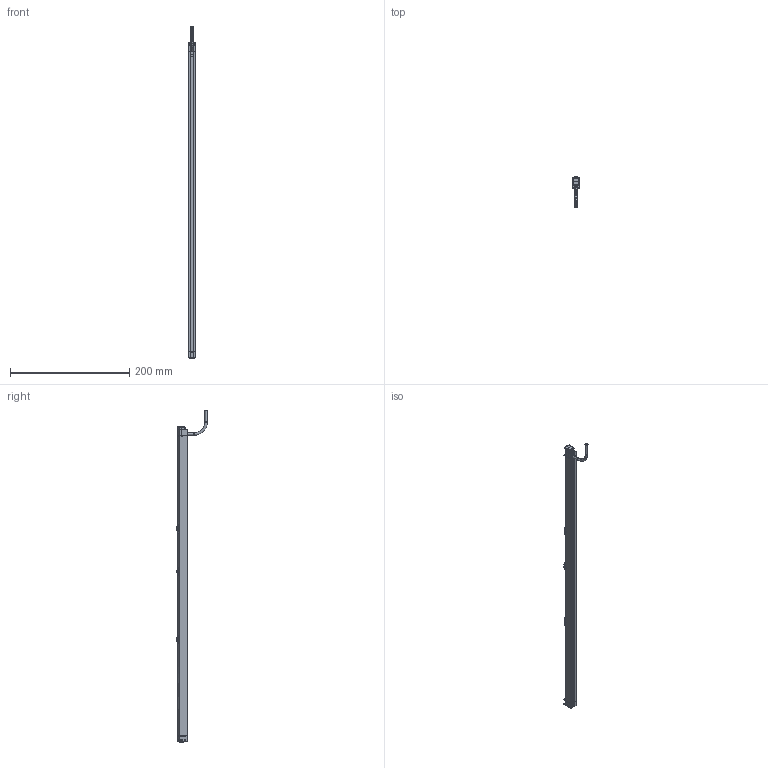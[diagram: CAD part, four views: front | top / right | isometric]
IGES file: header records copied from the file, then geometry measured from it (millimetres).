
Start section:  PTC IGES file: 230417_sm01.igs
Global section: file name: 230417_sm01.igs; native system: Creo Parametric by PTC Inc.; preprocessor: 2019292; author: PDMAdmin; organization: Unknown; date: 20220714.133228; units: millimetre
Bounding box: 12.81 x 51.53 x 557.64 mm (x, y, z)
Volume: 84248.3 mm3; surface area: 158410.9 mm2
Topology: 2 solids, 2 shells, 1310 faces, 6536 edges, 7993 vertices
Faces by surface type: bspline 924, revolution 378, extrusion 8
